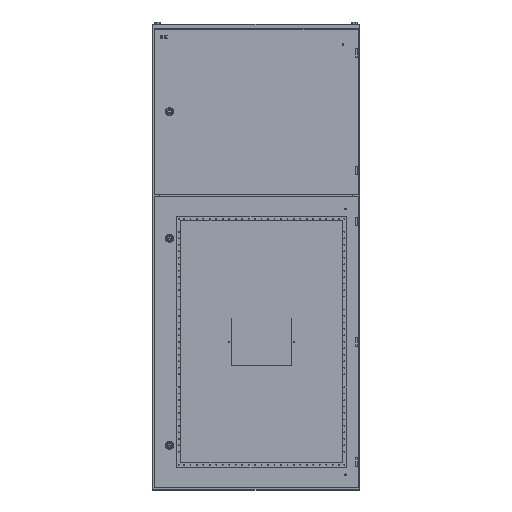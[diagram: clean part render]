
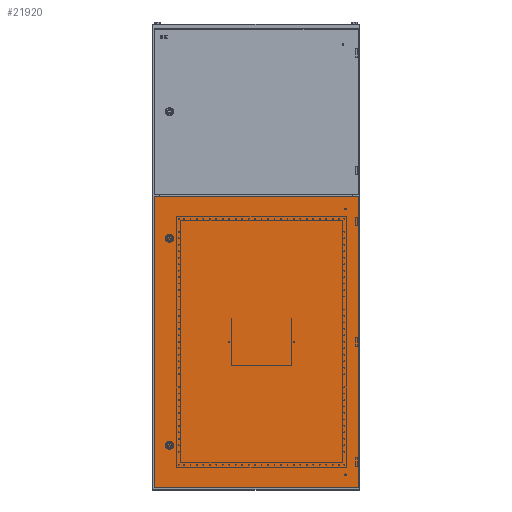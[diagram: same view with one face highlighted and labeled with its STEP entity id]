
A CAD part, top view. The second image highlights one B-rep face of the part: STEP entity #21920.
In plain terms, the highlighted planar face has unit normal (0, 0, 1).
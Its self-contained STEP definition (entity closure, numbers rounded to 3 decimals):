
#1280 = EDGE_CURVE ( 'NONE', #12624, #64540, #22060, .T. ) ;
#1678 = EDGE_CURVE ( 'NONE', #23489, #68504, #58372, .T. ) ;
#1713 = DIRECTION ( 'NONE',  ( 0., 0., 1. ) ) ;
#3703 = DIRECTION ( 'NONE',  ( 1., 0., 0. ) ) ;
#6719 = CARTESIAN_POINT ( 'NONE',  ( 60., 400., 0. ) ) ;
#8162 = EDGE_LOOP ( 'NONE', ( #105762, #96499 ) ) ;
#10382 = VERTEX_POINT ( 'NONE', #31065 ) ;
#10744 = CARTESIAN_POINT ( 'NONE',  ( 0., 0., 0. ) ) ;
#11153 = AXIS2_PLACEMENT_3D ( 'NONE', #6719, #15404, #102068 ) ;
#12624 = VERTEX_POINT ( 'NONE', #66638 ) ;
#13049 = LINE ( 'NONE', #35382, #65564 ) ;
#14362 = CARTESIAN_POINT ( 'NONE',  ( 0., -563.5, 0. ) ) ;
#15404 = DIRECTION ( 'NONE',  ( 0., 0., 1. ) ) ;
#18390 = CARTESIAN_POINT ( 'NONE',  ( 0., 563.5, 0. ) ) ;
#19151 = FACE_OUTER_BOUND ( 'NONE', #45937, .T. ) ;
#19691 = LINE ( 'NONE', #106201, #75038 ) ;
#19946 = VERTEX_POINT ( 'NONE', #14362 ) ;
#21386 = EDGE_CURVE ( 'NONE', #19946, #10382, #97351, .T. ) ;
#21892 = FACE_BOUND ( 'NONE', #52330, .T. ) ;
#21920 = ADVANCED_FACE ( 'NONE', ( #21892, #81215, #19151 ), #37129, .T. ) ;
#22060 = CIRCLE ( 'NONE', #47661, 1.5 ) ;
#23489 = VERTEX_POINT ( 'NONE', #63688 ) ;
#23904 = AXIS2_PLACEMENT_3D ( 'NONE', #48614, #99099, #99863 ) ;
#24611 = DIRECTION ( 'NONE',  ( -1., 0., 0. ) ) ;
#24705 = CARTESIAN_POINT ( 'NONE',  ( 61.5, 400., 0. ) ) ;
#24894 = AXIS2_PLACEMENT_3D ( 'NONE', #86360, #85611, #24611 ) ;
#28940 = ORIENTED_EDGE ( 'NONE', *, *, #34456, .T. ) ;
#31065 = CARTESIAN_POINT ( 'NONE',  ( 790.5, -563.5, 0. ) ) ;
#31987 = CIRCLE ( 'NONE', #24894, 1.5 ) ;
#32497 = CARTESIAN_POINT ( 'NONE',  ( 60., -400., 0. ) ) ;
#34456 = EDGE_CURVE ( 'NONE', #95660, #36648, #19691, .T. ) ;
#34913 = VECTOR ( 'NONE', #77573, 1000. ) ;
#35382 = CARTESIAN_POINT ( 'NONE',  ( 790.5, 563.5, 0. ) ) ;
#36648 = VERTEX_POINT ( 'NONE', #78213 ) ;
#37129 = PLANE ( 'NONE',  #91443 ) ;
#41890 = DIRECTION ( 'NONE',  ( 0., 0., 1. ) ) ;
#45937 = EDGE_LOOP ( 'NONE', ( #58738, #53488, #65097, #28940 ) ) ;
#47661 = AXIS2_PLACEMENT_3D ( 'NONE', #32497, #41890, #102186 ) ;
#48614 = CARTESIAN_POINT ( 'NONE',  ( 60., 400., 0. ) ) ;
#50195 = CARTESIAN_POINT ( 'NONE',  ( 61.5, -400., 0. ) ) ;
#51645 = ORIENTED_EDGE ( 'NONE', *, *, #102420, .F. ) ;
#52330 = EDGE_LOOP ( 'NONE', ( #51645, #109572 ) ) ;
#53488 = ORIENTED_EDGE ( 'NONE', *, *, #21386, .T. ) ;
#54183 = CARTESIAN_POINT ( 'NONE',  ( 0., -563.5, 0. ) ) ;
#58372 = CIRCLE ( 'NONE', #23904, 1.5 ) ;
#58738 = ORIENTED_EDGE ( 'NONE', *, *, #73476, .T. ) ;
#61317 = DIRECTION ( 'NONE',  ( 0., 1., 0. ) ) ;
#61994 = DIRECTION ( 'NONE',  ( 1., 0., 0. ) ) ;
#63688 = CARTESIAN_POINT ( 'NONE',  ( 58.5, 400., 0. ) ) ;
#64540 = VERTEX_POINT ( 'NONE', #50195 ) ;
#65097 = ORIENTED_EDGE ( 'NONE', *, *, #89722, .T. ) ;
#65564 = VECTOR ( 'NONE', #61317, 1000. ) ;
#66638 = CARTESIAN_POINT ( 'NONE',  ( 58.5, -400., 0. ) ) ;
#68477 = CIRCLE ( 'NONE', #11153, 1.5 ) ;
#68504 = VERTEX_POINT ( 'NONE', #24705 ) ;
#68793 = CARTESIAN_POINT ( 'NONE',  ( 790.5, 563.5, 0. ) ) ;
#73476 = EDGE_CURVE ( 'NONE', #36648, #19946, #107674, .T. ) ;
#75038 = VECTOR ( 'NONE', #96427, 1000. ) ;
#77573 = DIRECTION ( 'NONE',  ( 0., -1., 0. ) ) ;
#78213 = CARTESIAN_POINT ( 'NONE',  ( 0., 563.5, 0. ) ) ;
#81215 = FACE_BOUND ( 'NONE', #8162, .T. ) ;
#82611 = VECTOR ( 'NONE', #3703, 1000. ) ;
#85611 = DIRECTION ( 'NONE',  ( 0., 0., 1. ) ) ;
#86360 = CARTESIAN_POINT ( 'NONE',  ( 60., -400., 0. ) ) ;
#89722 = EDGE_CURVE ( 'NONE', #10382, #95660, #13049, .T. ) ;
#91443 = AXIS2_PLACEMENT_3D ( 'NONE', #10744, #1713, #61994 ) ;
#95660 = VERTEX_POINT ( 'NONE', #68793 ) ;
#96427 = DIRECTION ( 'NONE',  ( -1., 0., 0. ) ) ;
#96499 = ORIENTED_EDGE ( 'NONE', *, *, #1678, .F. ) ;
#97351 = LINE ( 'NONE', #54183, #82611 ) ;
#99099 = DIRECTION ( 'NONE',  ( 0., 0., 1. ) ) ;
#99863 = DIRECTION ( 'NONE',  ( 1., 0., 0. ) ) ;
#101890 = EDGE_CURVE ( 'NONE', #68504, #23489, #68477, .T. ) ;
#102068 = DIRECTION ( 'NONE',  ( 1., 0., 0. ) ) ;
#102186 = DIRECTION ( 'NONE',  ( -1., 0., 0. ) ) ;
#102420 = EDGE_CURVE ( 'NONE', #64540, #12624, #31987, .T. ) ;
#105762 = ORIENTED_EDGE ( 'NONE', *, *, #101890, .F. ) ;
#106201 = CARTESIAN_POINT ( 'NONE',  ( 0., 563.5, 0. ) ) ;
#107674 = LINE ( 'NONE', #18390, #34913 ) ;
#109572 = ORIENTED_EDGE ( 'NONE', *, *, #1280, .F. ) ;
